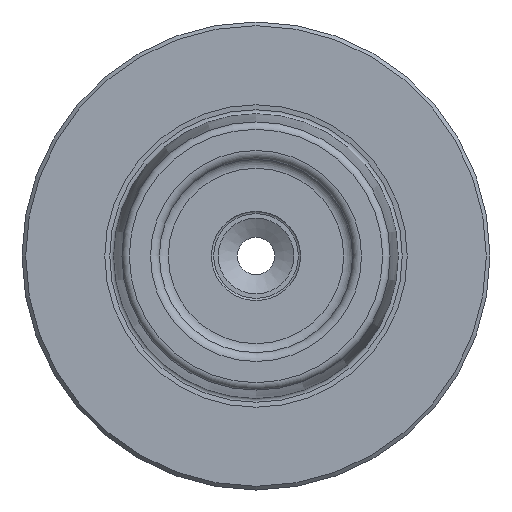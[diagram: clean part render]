
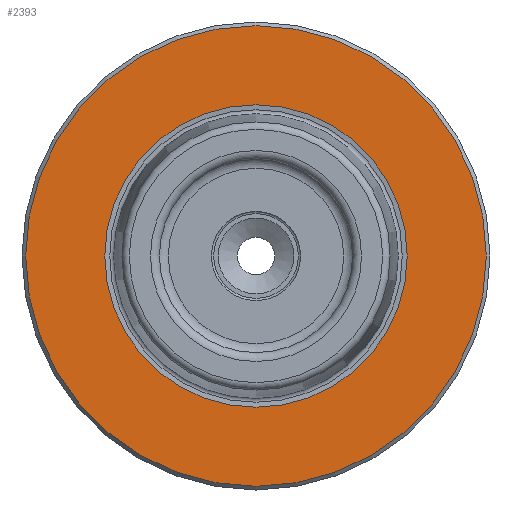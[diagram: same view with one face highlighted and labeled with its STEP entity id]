
A CAD part, left-side view. The second image highlights one B-rep face of the part: STEP entity #2393.
In plain terms, the highlighted planar face has unit normal (-1, 0, 0).
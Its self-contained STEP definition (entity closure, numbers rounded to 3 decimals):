
#320=CIRCLE('',#2645,20.358);
#321=CIRCLE('',#2647,31.);
#839=VERTEX_POINT('',#4238);
#840=VERTEX_POINT('',#4242);
#841=VERTEX_POINT('',#4243);
#1213=EDGE_CURVE('',#839,#839,#320,.T.);
#1214=EDGE_CURVE('',#840,#841,#321,.T.);
#1215=EDGE_CURVE('',#841,#840,#321,.T.);
#1826=ORIENTED_EDGE('',*,*,#1213,.F.);
#1827=ORIENTED_EDGE('',*,*,#1214,.T.);
#1828=ORIENTED_EDGE('',*,*,#1215,.T.);
#2090=EDGE_LOOP('',(#1826));
#2091=EDGE_LOOP('',(#1827,#1828));
#2247=FACE_BOUND('',#2090,.T.);
#2248=FACE_BOUND('',#2091,.T.);
#2393=ADVANCED_FACE('',(#2247,#2248),#4402,.F.);
#2645=AXIS2_PLACEMENT_3D('',#4239,#3195,#3196);
#2646=AXIS2_PLACEMENT_3D('',#4240,#3197,$);
#2647=AXIS2_PLACEMENT_3D('',#4241,#3198,#3199);
#3195=DIRECTION('',(-1.,0.,0.));
#3196=DIRECTION('',(0.,0.,20.358));
#3197=DIRECTION('',(1.,0.,0.));
#3198=DIRECTION('',(-1.,0.,0.));
#3199=DIRECTION('',(0.,0.,31.));
#4238=CARTESIAN_POINT('',(0.,0.,20.358));
#4239=CARTESIAN_POINT('',(0.,0.,0.));
#4240=CARTESIAN_POINT('',(0.,0.,20.358));
#4241=CARTESIAN_POINT('',(0.,0.,0.));
#4242=CARTESIAN_POINT('',(0.,0.,31.));
#4243=CARTESIAN_POINT('',(0.,0.,-31.));
#4402=PLANE('',#2646);
